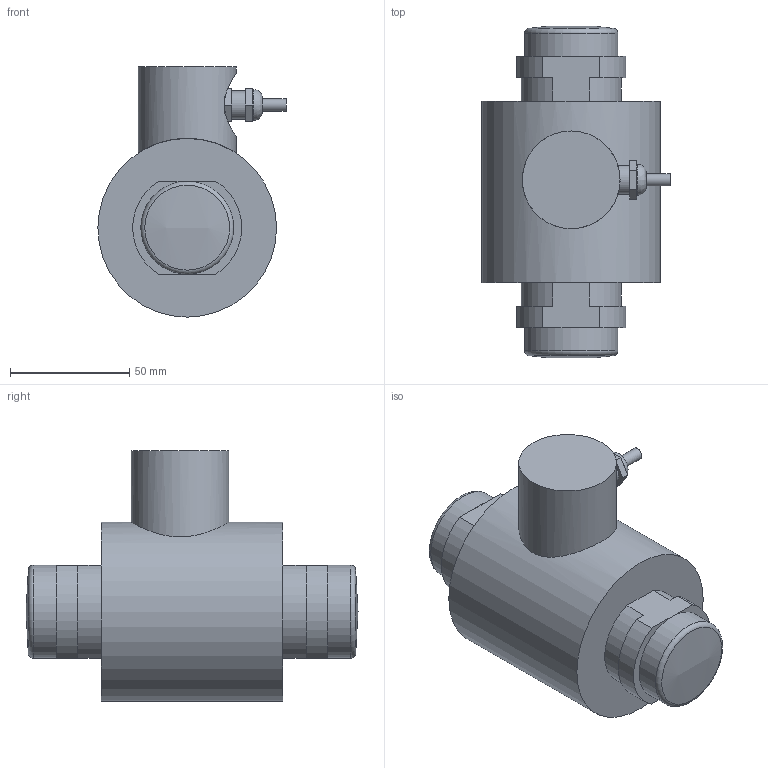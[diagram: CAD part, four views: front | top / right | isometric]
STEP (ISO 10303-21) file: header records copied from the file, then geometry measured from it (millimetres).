
FILE_DESCRIPTION(/* description */ (''),/* implementation_level */ '2;1');
FILE_NAME(/* name */ '106RS-30t v4.step',/* time_stamp */ '2020-01-31T14:24:38-08:00',/* author */ (''),/* organization */ (''),/* preprocessor_version */ 'ST-DEVELOPER v18',/* originating_system */ 'Autodesk Translation Framework v8.12.0.6',/* authorisation */ '');
FILE_SCHEMA (('AUTOMOTIVE_DESIGN { 1 0 10303 214 3 1 1 }'));
Length unit declared in the file: millimetre
Products named in the file (2): 106RS-30t; Connector
Assembly tree (1 placements, depth 2):
  106RS-30t
    Connector
Bounding box: 79.03 x 139.34 x 105 mm (x, y, z)
Volume: 460772.3 mm3; surface area: 41278.7 mm2
Topology: 2 solids, 2 shells, 59 faces, 141 edges, 95 vertices
Faces by surface type: plane 35, cylinder 18, sphere 2, torus 2, bspline 1, cone 1
Full cylindrical faces by diameter (mm): 5.1 x1, 10 x1, 12 x2, 13 x1, 26.6 x1, 39 x2, 41 x1, 75 x1
Entity records: 1914 total; most frequent: CARTESIAN_POINT 439, DIRECTION 313, ORIENTED_EDGE 280, EDGE_CURVE 140, AXIS2_PLACEMENT_3D 115, VERTEX_POINT 95, LINE 83, VECTOR 83
